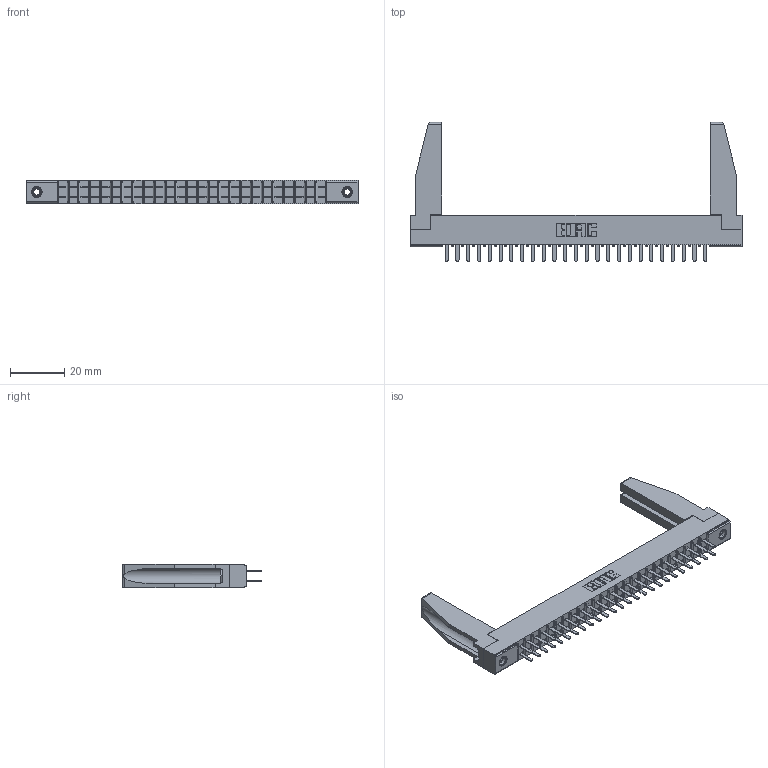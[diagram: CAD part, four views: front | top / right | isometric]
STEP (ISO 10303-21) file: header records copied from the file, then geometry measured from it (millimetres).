
FILE_DESCRIPTION (( 'STEP AP203' ), '1' );
FILE_NAME ('355-050-520-578.STEP', '2019-09-11T15:48:02', ( '' ), ( '' ), 'SwSTEP 2.0', 'SolidWorks 2016', '' );
FILE_SCHEMA (( 'CONFIG_CONTROL_DESIGN' ));
Length unit declared in the file: inch
Products named in the file (5): 355-050-520-578; 305-290-001_520; 307-220-078; 345-250-001_345-250-001-102; 305 Part_.156 Dia
Assembly tree (55 placements, depth 2):
  355-050-520-578
    305 Part_.156 Dia
    305-290-001_520  x50
    345-250-001_345-250-001-102  x2
    307-220-078  x2
Bounding box: 122.07 x 51.13 x 8.71 mm (x, y, z)
Volume: 11292.4 mm3; surface area: 18597.6 mm2
Topology: 55 solids, 55 shells, 2546 faces, 7221 edges, 4670 vertices
Faces by surface type: plane 1502, cylinder 928, sphere 100, cone 12, torus 4
Entity records: 31457 total; most frequent: CARTESIAN_POINT 5211, ORIENTED_EDGE 5128, DIRECTION 5012, EDGE_CURVE 2564, VECTOR 2054, LINE 2054, VERTEX_POINT 1636, AXIS2_PLACEMENT_3D 1479
